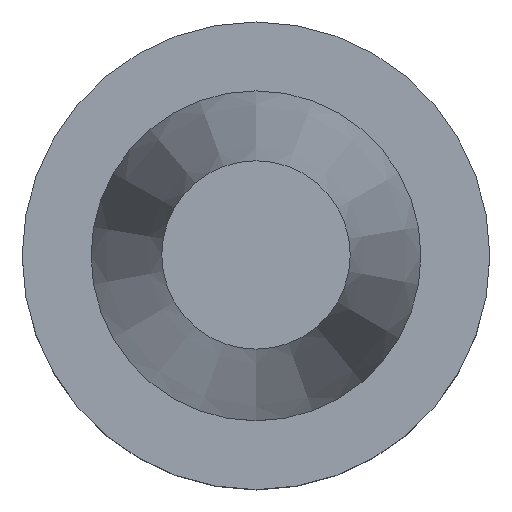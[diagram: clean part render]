
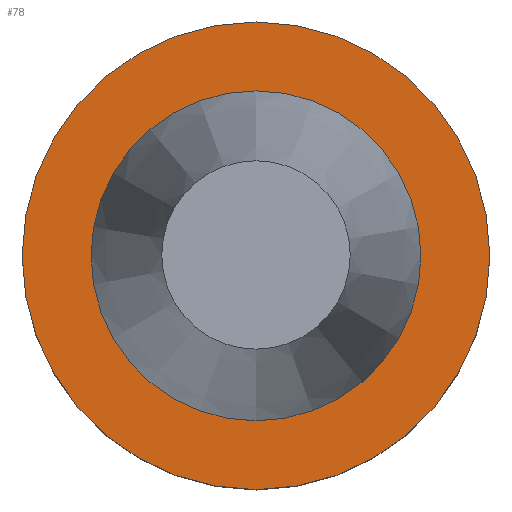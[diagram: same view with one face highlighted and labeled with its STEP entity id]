
A CAD part, top view. The second image highlights one B-rep face of the part: STEP entity #78.
In plain terms, the highlighted planar face has unit normal (0, 0, 1).
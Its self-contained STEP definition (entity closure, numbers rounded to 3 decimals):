
#78=ADVANCED_FACE('',(#109,#110),#111,.T.);
#109=FACE_OUTER_BOUND('',#182,.T.);
#110=FACE_BOUND('',#183,.T.);
#111=PLANE('',#184);
#182=EDGE_LOOP('',(#261));
#183=EDGE_LOOP('',(#262));
#184=AXIS2_PLACEMENT_3D('',#263,#264,#265);
#261=ORIENTED_EDGE('',*,*,#373,.F.);
#262=ORIENTED_EDGE('',*,*,#372,.T.);
#263=CARTESIAN_POINT('',(0.,26.863,-1.));
#264=DIRECTION('',(0.,0.,1.0));
#265=DIRECTION('',(0.,-1.0,0.));
#372=EDGE_CURVE('',#398,#398,#399,.T.);
#373=EDGE_CURVE('',#400,#400,#401,.T.);
#398=VERTEX_POINT('',#446);
#399=CIRCLE('',#447,22.225);
#400=VERTEX_POINT('',#448);
#401=CIRCLE('',#449,31.5);
#446=CARTESIAN_POINT('',(0.,22.225,-1.));
#447=AXIS2_PLACEMENT_3D('',#496,#497,#498);
#448=CARTESIAN_POINT('',(0.,31.5,-1.));
#449=AXIS2_PLACEMENT_3D('',#499,#500,#501);
#496=CARTESIAN_POINT('',(0.,0.,-1.));
#497=DIRECTION('',(0.,0.,-1.0));
#498=DIRECTION('',(0.,1.0,0.));
#499=CARTESIAN_POINT('',(0.,0.,-1.0));
#500=DIRECTION('',(0.,0.,-1.0));
#501=DIRECTION('',(0.,1.0,0.));
